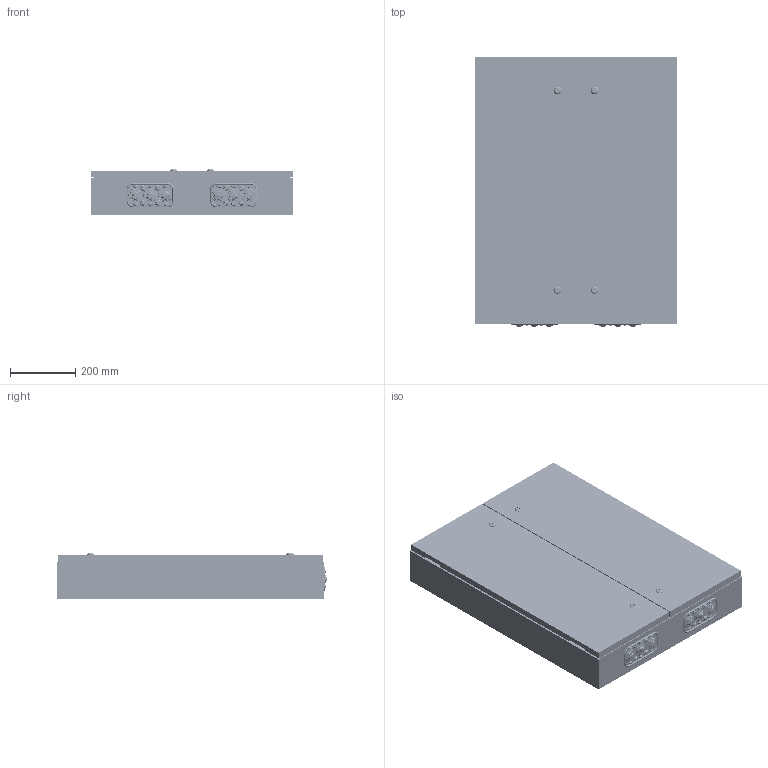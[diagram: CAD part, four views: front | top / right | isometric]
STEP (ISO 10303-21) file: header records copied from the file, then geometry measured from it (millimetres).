
FILE_DESCRIPTION (( 'STEP AP214' ), '1' );
FILE_NAME ('ÙÐí-120.STEP', '2021-04-07T05:43:25', ( '' ), ( '' ), 'SwSTEP 2.0', 'SolidWorks 2017', '' );
FILE_SCHEMA (( 'AUTOMOTIVE_DESIGN' ));
Length unit declared in the file: millimetre
Products named in the file (12): Stoika pan; Klipsa; Panel_剞ｭ-120; Kabel_vvod_├莪牀_0,8 ｬｬ; Stoika Shin_‘â®©ª  ¤«ï è¨­; Obolochka_SHRN_Universal_剞ｭ-120; DIN-Reika_18 ｢箘ｬ箘｢; ÙÐí-120; Support; Dver_Universal_剞ｭ-120; SC GOST 17473_gost_‚¨­â A.M5x10 ƒŽ‘’ 17473-80
Assembly tree (84 placements, depth 3):
  ÙÐí-120
    Obolochka_SHRN_Universal_剞ｭ-120
    Dver_Universal_剞ｭ-120  x2
    DIN-Reika_18 ｢箘ｬ箘｢  x10
    SC GOST 17473_gost_‚¨­â A.M5x10 ƒŽ‘’ 17473-80  x34
    Stoika Shin_‘â®©ª  ¤«ï è¨­  x8
    Support  x8
    Kabel_vvod_├莪牀_0,8 ｬｬ  x2
    Panel_剞ｭ-120  x2
      Panel_剞ｭ-120
      Klipsa
      Stoika pan
Bounding box: 620 x 824.75 x 139.2 mm (x, y, z)
Volume: 3067451.7 mm3; surface area: 5087095.1 mm2
Topology: 108 solids, 108 shells, 7575 faces, 18192 edges, 11080 vertices
Faces by surface type: plane 3427, cylinder 1976, torus 1176, bspline 584, sphere 228, cone 184
Entity records: 58314 total; most frequent: CARTESIAN_POINT 10902, DIRECTION 10612, ORIENTED_EDGE 9146, EDGE_CURVE 4573, AXIS2_PLACEMENT_3D 4175, VERTEX_POINT 2791, EDGE_LOOP 2290, LINE 2262
